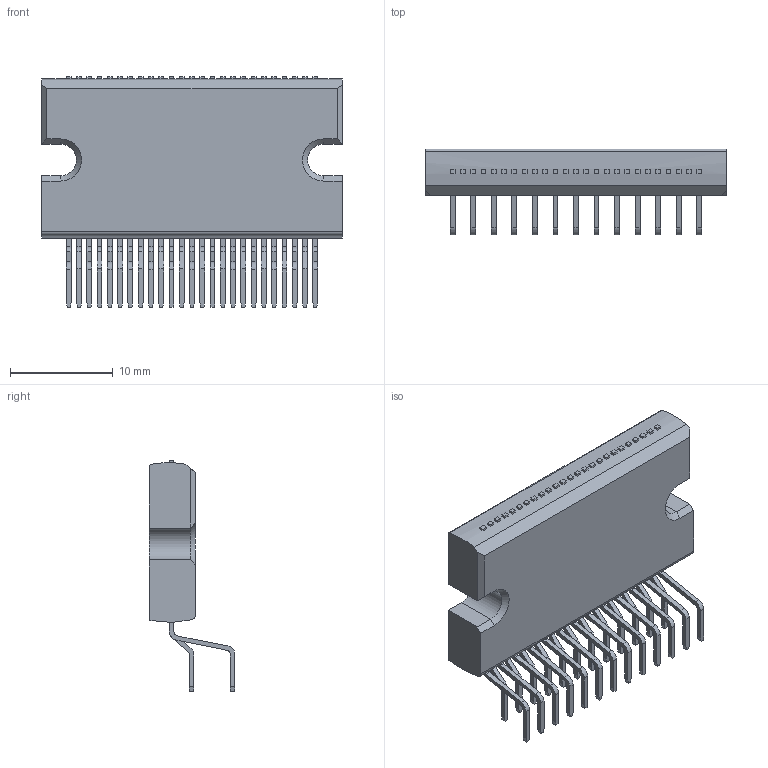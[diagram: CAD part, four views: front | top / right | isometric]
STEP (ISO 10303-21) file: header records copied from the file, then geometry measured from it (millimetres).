
FILE_DESCRIPTION(/* description */ ('STEP AP242','CAx-IF Rec.Pracs.---Representation and Presentation of Product Manufacturing Information (PMI)---4.0---2014-10-13','CAx-IF Rec.Pracs.---3D Tessellated Geometry---0.4---2014-09-14','2;1'),/* implementation_level */ '2;1');
FILE_NAME(/* name */ '61e993d342555910a80dfeb7',/* time_stamp */ '2022-01-20T16:54:44+00:00',/* author */ (''),/* organization */ (''),/* preprocessor_version */ 'ST-DEVELOPER v18.101',/* originating_system */ ' ',/* authorisation */ ' ');
FILE_SCHEMA (('AP242_MANAGED_MODEL_BASED_3D_ENGINEERING_MIM_LF { 1 0 10303 442 1 1 4 }'));
Length unit declared in the file: metre
Products named in the file (1): Part 1
Bounding box: 29.3 x 8.33 x 22.47 mm (x, y, z)
Volume: 1969.7 mm3; surface area: 1696.1 mm2
Topology: 1 solids, 1 shells, 528 faces, 1422 edges, 946 vertices
Faces by surface type: plane 420, cylinder 106, cone 2
Entity records: 16661 total; most frequent: CARTESIAN_POINT 2897, ORIENTED_EDGE 2844, DIRECTION 2744, EDGE_CURVE 1422, LINE 1158, VECTOR 1158, VERTEX_POINT 946, AXIS2_PLACEMENT_3D 793
